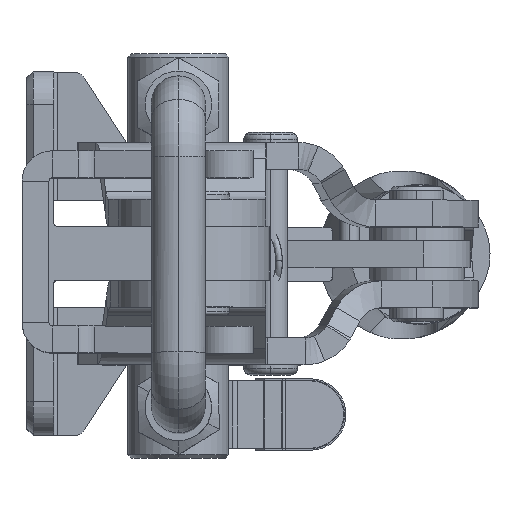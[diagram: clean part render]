
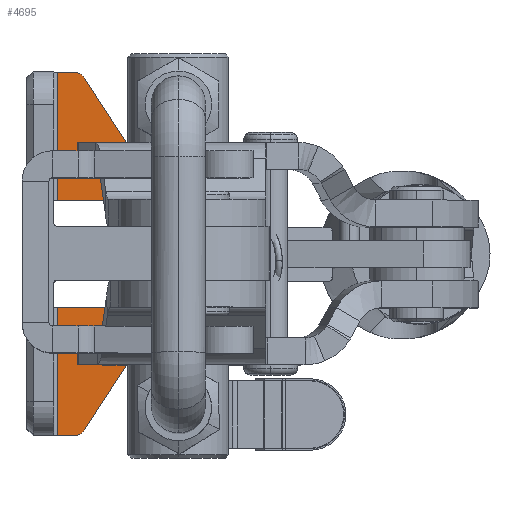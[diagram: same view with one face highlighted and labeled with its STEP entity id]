
A CAD part, top view. The second image highlights one B-rep face of the part: STEP entity #4695.
In plain terms, the highlighted planar face has unit normal (0, 0, 1).
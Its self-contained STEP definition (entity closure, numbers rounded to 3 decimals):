
#3884 = AXIS2_PLACEMENT_3D ( 'NONE', #12896, #12897, #12898 ) ;
#4235 = AXIS2_PLACEMENT_3D ( 'NONE', #31068, #31069, #31070 ) ;
#4236 = AXIS2_PLACEMENT_3D ( 'NONE', #31073, #31074, #31075 ) ;
#4237 = AXIS2_PLACEMENT_3D ( 'NONE', #31077, #31078, #31079 ) ;
#4695 = ADVANCED_FACE ( 'NONE', ( #8498 ), #38243, .T. ) ;
#6145 = EDGE_CURVE ( 'NONE', #25963, #25966, #10997, .T. ) ;
#6165 = EDGE_CURVE ( 'NONE', #26041, #25963, #11006, .T. ) ;
#6776 = EDGE_CURVE ( 'NONE', #26261, #26262, #11396, .T. ) ;
#8498 = FACE_OUTER_BOUND ( 'NONE', #34471, .T. ) ;
#10997 = CIRCLE ( 'NONE', #3884, 2. ) ;
#11006 = LINE ( 'NONE', #12906, #11015 ) ;
#11015 = VECTOR ( 'NONE', #12917, 1000. ) ;
#11396 = LINE ( 'NONE', #13786, #11398 ) ;
#11398 = VECTOR ( 'NONE', #13793, 1000. ) ;
#12896 = CARTESIAN_POINT ( 'NONE',  ( 19.231, -7.643, -36. ) ) ;
#12897 = DIRECTION ( 'NONE',  ( 0., 0., -1. ) ) ;
#12898 = DIRECTION ( 'NONE',  ( 1., 0., 0. ) ) ;
#12906 = CARTESIAN_POINT ( 'NONE',  ( 21.231, 5.172, -36. ) ) ;
#12917 = DIRECTION ( 'NONE',  ( 0., -1., 0. ) ) ;
#13786 = CARTESIAN_POINT ( 'NONE',  ( 4.731, -28.235, -36. ) ) ;
#13793 = DIRECTION ( 'NONE',  ( 1., 0., 0. ) ) ;
#25940 = VERTEX_POINT ( 'NONE', #27255 ) ;
#25951 = VERTEX_POINT ( 'NONE', #27264 ) ;
#25954 = VERTEX_POINT ( 'NONE', #27268 ) ;
#25955 = VERTEX_POINT ( 'NONE', #27270 ) ;
#25963 = VERTEX_POINT ( 'NONE', #27277 ) ;
#25966 = VERTEX_POINT ( 'NONE', #27281 ) ;
#26041 = VERTEX_POINT ( 'NONE', #27357 ) ;
#26060 = VERTEX_POINT ( 'NONE', #27376 ) ;
#26253 = VERTEX_POINT ( 'NONE', #27501 ) ;
#26259 = VERTEX_POINT ( 'NONE', #27504 ) ;
#26260 = VERTEX_POINT ( 'NONE', #27505 ) ;
#26261 = VERTEX_POINT ( 'NONE', #27506 ) ;
#26262 = VERTEX_POINT ( 'NONE', #27507 ) ;
#26263 = VERTEX_POINT ( 'NONE', #27508 ) ;
#27255 = CARTESIAN_POINT ( 'NONE',  ( 8.823, 24.855, -36. ) ) ;
#27264 = CARTESIAN_POINT ( 'NONE',  ( 4.731, 6.765, -36. ) ) ;
#27268 = CARTESIAN_POINT ( 'NONE',  ( 13.231, 6.765, -36. ) ) ;
#27270 = CARTESIAN_POINT ( 'NONE',  ( 4.731, 25.765, -36. ) ) ;
#27277 = CARTESIAN_POINT ( 'NONE',  ( 21.231, -7.643, -36. ) ) ;
#27281 = CARTESIAN_POINT ( 'NONE',  ( 20.908, -8.733, -36. ) ) ;
#27357 = CARTESIAN_POINT ( 'NONE',  ( 21.231, 5.172, -36. ) ) ;
#27376 = CARTESIAN_POINT ( 'NONE',  ( 4.731, -9.235, -36. ) ) ;
#27501 = CARTESIAN_POINT ( 'NONE',  ( 20.908, 6.262, -36. ) ) ;
#27504 = CARTESIAN_POINT ( 'NONE',  ( 7.146, 25.765, -36. ) ) ;
#27505 = CARTESIAN_POINT ( 'NONE',  ( 13.231, -9.235, -36. ) ) ;
#27506 = CARTESIAN_POINT ( 'NONE',  ( 4.731, -28.235, -36. ) ) ;
#27507 = CARTESIAN_POINT ( 'NONE',  ( 7.146, -28.235, -36. ) ) ;
#27508 = CARTESIAN_POINT ( 'NONE',  ( 8.823, -27.325, -36. ) ) ;
#29553 = LINE ( 'NONE', #31017, #29642 ) ;
#29642 = VECTOR ( 'NONE', #31052, 1000. ) ;
#29652 = LINE ( 'NONE', #31067, #29665 ) ;
#29655 = LINE ( 'NONE', #31063, #29660 ) ;
#29658 = CIRCLE ( 'NONE', #4235, 2. ) ;
#29660 = VECTOR ( 'NONE', #31064, 1000. ) ;
#29663 = CIRCLE ( 'NONE', #4236, 2. ) ;
#29665 = VECTOR ( 'NONE', #31061, 1000. ) ;
#29666 = LINE ( 'NONE', #31066, #29670 ) ;
#29668 = CIRCLE ( 'NONE', #4237, 2. ) ;
#29670 = VECTOR ( 'NONE', #31065, 1000. ) ;
#29671 = LINE ( 'NONE', #31071, #29674 ) ;
#29673 = LINE ( 'NONE', #31080, #29678 ) ;
#29674 = VECTOR ( 'NONE', #31072, 1000. ) ;
#29676 = LINE ( 'NONE', #31082, #29681 ) ;
#29678 = VECTOR ( 'NONE', #31081, 1000. ) ;
#29679 = LINE ( 'NONE', #31084, #29684 ) ;
#29681 = VECTOR ( 'NONE', #31083, 1000. ) ;
#29684 = VECTOR ( 'NONE', #31085, 1000. ) ;
#31017 = CARTESIAN_POINT ( 'NONE',  ( 4.731, -9.235, -36. ) ) ;
#31052 = DIRECTION ( 'NONE',  ( 0., -1., 0. ) ) ;
#31061 = DIRECTION ( 'NONE',  ( -0.545, -0.838, 0. ) ) ;
#31063 = CARTESIAN_POINT ( 'NONE',  ( 13.231, -9.235, -36. ) ) ;
#31064 = DIRECTION ( 'NONE',  ( -1., 0., 0. ) ) ;
#31065 = DIRECTION ( 'NONE',  ( 0.545, -0.838, 0. ) ) ;
#31066 = CARTESIAN_POINT ( 'NONE',  ( 8.823, 24.855, -36. ) ) ;
#31067 = CARTESIAN_POINT ( 'NONE',  ( 20.908, -8.733, -36. ) ) ;
#31068 = CARTESIAN_POINT ( 'NONE',  ( 7.146, -26.235, -36. ) ) ;
#31069 = DIRECTION ( 'NONE',  ( 0., 0., -1. ) ) ;
#31070 = DIRECTION ( 'NONE',  ( 0.838, -0.545, 0. ) ) ;
#31071 = CARTESIAN_POINT ( 'NONE',  ( 4.731, 25.765, -36. ) ) ;
#31072 = DIRECTION ( 'NONE',  ( 1., 0., 0. ) ) ;
#31073 = CARTESIAN_POINT ( 'NONE',  ( 19.231, 5.172, -36. ) ) ;
#31074 = DIRECTION ( 'NONE',  ( 0., 0., -1. ) ) ;
#31075 = DIRECTION ( 'NONE',  ( 0.838, 0.545, 0. ) ) ;
#31077 = CARTESIAN_POINT ( 'NONE',  ( 7.146, 23.765, -36. ) ) ;
#31078 = DIRECTION ( 'NONE',  ( 0., 0., -1. ) ) ;
#31079 = DIRECTION ( 'NONE',  ( 0., 1., 0. ) ) ;
#31080 = CARTESIAN_POINT ( 'NONE',  ( 4.731, 25.765, -36. ) ) ;
#31081 = DIRECTION ( 'NONE',  ( 0., -1., 0. ) ) ;
#31082 = CARTESIAN_POINT ( 'NONE',  ( 4.731, 6.765, -36. ) ) ;
#31083 = DIRECTION ( 'NONE',  ( 1., 0., 0. ) ) ;
#31084 = CARTESIAN_POINT ( 'NONE',  ( 13.231, -9.235, -36. ) ) ;
#31085 = DIRECTION ( 'NONE',  ( 0., 1., 0. ) ) ;
#34471 = EDGE_LOOP ( 'NONE', ( #47454, #47455, #47456, #47457, #47458, #47459, #47460, #47461, #47462, #47463, #47464, #47465, #47466, #47467 ) ) ;
#35358 = EDGE_CURVE ( 'NONE', #26060, #26261, #29553, .T. ) ;
#35364 = EDGE_CURVE ( 'NONE', #26260, #26060, #29655, .T. ) ;
#35365 = EDGE_CURVE ( 'NONE', #26263, #26262, #29658, .T. ) ;
#35366 = EDGE_CURVE ( 'NONE', #25966, #26263, #29652, .T. ) ;
#35367 = EDGE_CURVE ( 'NONE', #26253, #26041, #29663, .T. ) ;
#35368 = EDGE_CURVE ( 'NONE', #25940, #26253, #29666, .T. ) ;
#35369 = EDGE_CURVE ( 'NONE', #26259, #25940, #29668, .T. ) ;
#35370 = EDGE_CURVE ( 'NONE', #25955, #26259, #29671, .T. ) ;
#35371 = EDGE_CURVE ( 'NONE', #25955, #25951, #29673, .T. ) ;
#35372 = EDGE_CURVE ( 'NONE', #25951, #25954, #29676, .T. ) ;
#35373 = EDGE_CURVE ( 'NONE', #26260, #25954, #29679, .T. ) ;
#36663 = AXIS2_PLACEMENT_3D ( 'NONE', #38235, #38245, #38246 ) ;
#38235 = CARTESIAN_POINT ( 'NONE',  ( 4.29, -28.939, -36. ) ) ;
#38243 = PLANE ( 'NONE',  #36663 ) ;
#38245 = DIRECTION ( 'NONE',  ( 0., 0., 1. ) ) ;
#38246 = DIRECTION ( 'NONE',  ( -1., 0., 0. ) ) ;
#47454 = ORIENTED_EDGE ( 'NONE', *, *, #35358, .T. ) ;
#47455 = ORIENTED_EDGE ( 'NONE', *, *, #6776, .T. ) ;
#47456 = ORIENTED_EDGE ( 'NONE', *, *, #35365, .F. ) ;
#47457 = ORIENTED_EDGE ( 'NONE', *, *, #35366, .F. ) ;
#47458 = ORIENTED_EDGE ( 'NONE', *, *, #6145, .F. ) ;
#47459 = ORIENTED_EDGE ( 'NONE', *, *, #6165, .F. ) ;
#47460 = ORIENTED_EDGE ( 'NONE', *, *, #35367, .F. ) ;
#47461 = ORIENTED_EDGE ( 'NONE', *, *, #35368, .F. ) ;
#47462 = ORIENTED_EDGE ( 'NONE', *, *, #35369, .F. ) ;
#47463 = ORIENTED_EDGE ( 'NONE', *, *, #35370, .F. ) ;
#47464 = ORIENTED_EDGE ( 'NONE', *, *, #35371, .T. ) ;
#47465 = ORIENTED_EDGE ( 'NONE', *, *, #35372, .T. ) ;
#47466 = ORIENTED_EDGE ( 'NONE', *, *, #35373, .F. ) ;
#47467 = ORIENTED_EDGE ( 'NONE', *, *, #35364, .T. ) ;
